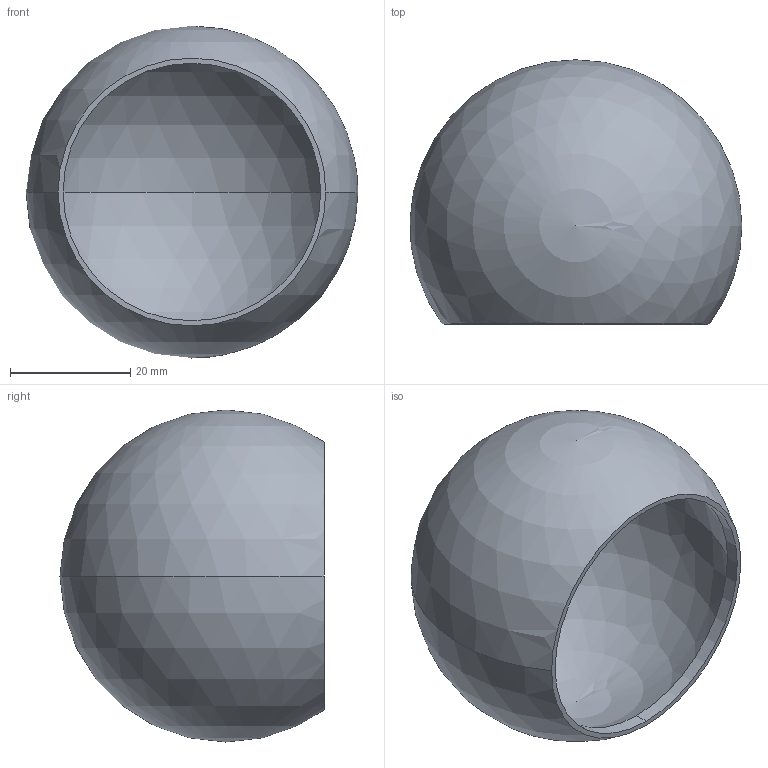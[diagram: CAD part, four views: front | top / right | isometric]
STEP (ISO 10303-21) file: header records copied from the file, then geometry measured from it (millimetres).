
FILE_DESCRIPTION (( 'STEP AP203' ), '1' );
FILE_NAME ('1003922_30_A9_42.STEP', '2022-11-10T11:56:13', ( '' ), ( '' ), 'SwSTEP 2.0', 'SolidWorks 2019', '' );
FILE_SCHEMA (( 'CONFIG_CONTROL_DESIGN' ));
Length unit declared in the file: millimetre
Products named in the file (1): 1003922_30_A9_42
Bounding box: 55.27 x 44 x 55.3 mm (x, y, z)
Volume: 14161.4 mm3; surface area: 14469.2 mm2
Topology: 1 solids, 1 shells, 7 faces, 24 edges, 16 vertices
Faces by surface type: sphere 4, cylinder 2, plane 1
Entity records: 273 total; most frequent: DIRECTION 42, CARTESIAN_POINT 32, ORIENTED_EDGE 28, AXIS2_PLACEMENT_3D 20, EDGE_CURVE 14, CIRCLE 12, VERTEX_POINT 10, PERSON_AND_ORGANIZATION 8
